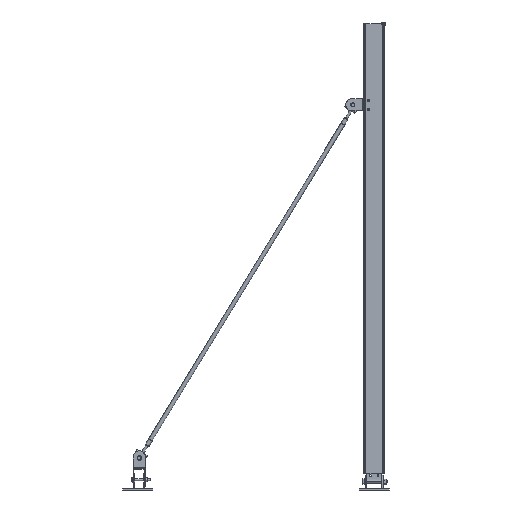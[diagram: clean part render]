
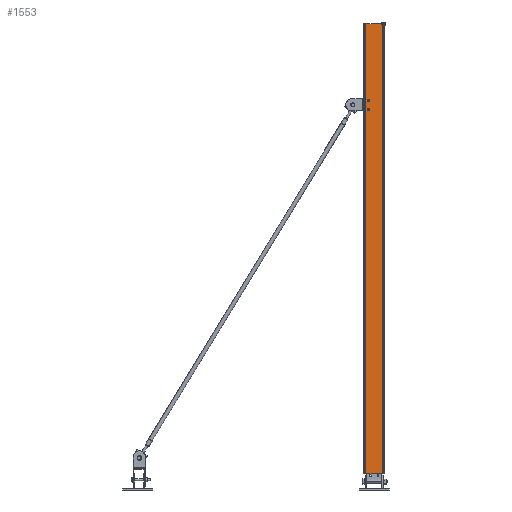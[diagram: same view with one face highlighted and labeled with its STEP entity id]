
A CAD part, left-side view. The second image highlights one B-rep face of the part: STEP entity #1553.
In plain terms, the highlighted planar face has unit normal (-1, 0, 0).
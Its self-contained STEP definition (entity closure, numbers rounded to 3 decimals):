
#761=PLANE('',#12493);
#1553=ADVANCED_FACE('',(#2273),#761,.T.);
#2273=FACE_OUTER_BOUND('',#3064,.F.);
#3064=EDGE_LOOP('',(#5162,#5163,#5164,#5165));
#5162=ORIENTED_EDGE('',*,*,#9207,.T.);
#5163=ORIENTED_EDGE('',*,*,#9239,.F.);
#5164=ORIENTED_EDGE('',*,*,#9213,.F.);
#5165=ORIENTED_EDGE('',*,*,#9240,.T.);
#7206=LINE('',#18907,#7968);
#7210=LINE('',#18913,#7972);
#7233=LINE('',#18939,#7995);
#7234=LINE('',#18940,#7996);
#7968=VECTOR('',#15172,112.2);
#7972=VECTOR('',#15180,112.2);
#7995=VECTOR('',#15209,3000.);
#7996=VECTOR('',#15210,3000.);
#9207=EDGE_CURVE('',#11169,#11170,#7206,.T.);
#9213=EDGE_CURVE('',#11164,#11163,#7210,.T.);
#9239=EDGE_CURVE('',#11163,#11170,#7233,.T.);
#9240=EDGE_CURVE('',#11164,#11169,#7234,.T.);
#11163=VERTEX_POINT('',#18873);
#11164=VERTEX_POINT('',#18874);
#11169=VERTEX_POINT('',#18879);
#11170=VERTEX_POINT('',#18880);
#12493=AXIS2_PLACEMENT_3D('',#18944,#15216,#15217);
#15172=DIRECTION('',(0.,-1.,0.));
#15180=DIRECTION('',(0.,-1.,0.));
#15209=DIRECTION('',(0.,0.,1.));
#15210=DIRECTION('',(0.,0.,1.));
#15216=DIRECTION('',(-1.,0.,0.));
#15217=DIRECTION('',(0.,-1.,0.));
#18873=CARTESIAN_POINT('',(152.59,2857.365,-787.554));
#18874=CARTESIAN_POINT('',(152.59,2969.565,-787.554));
#18879=CARTESIAN_POINT('',(152.59,2969.565,2212.446));
#18880=CARTESIAN_POINT('',(152.59,2857.365,2212.446));
#18907=CARTESIAN_POINT('',(152.59,2969.565,2212.446));
#18913=CARTESIAN_POINT('',(152.59,2969.565,-787.554));
#18939=CARTESIAN_POINT('',(152.59,2857.365,-787.554));
#18940=CARTESIAN_POINT('',(152.59,2969.565,-787.554));
#18944=CARTESIAN_POINT('',(152.59,3119.565,-937.554));
